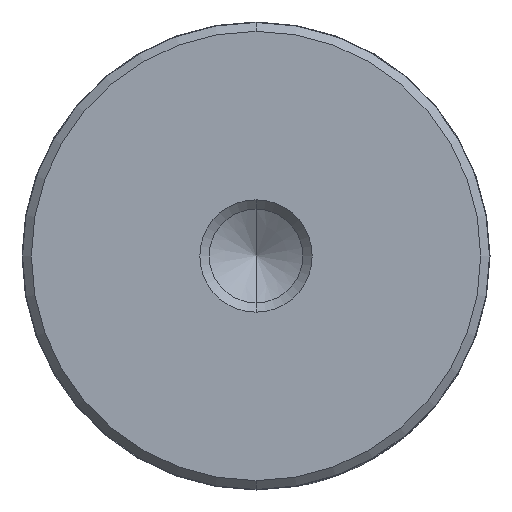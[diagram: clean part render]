
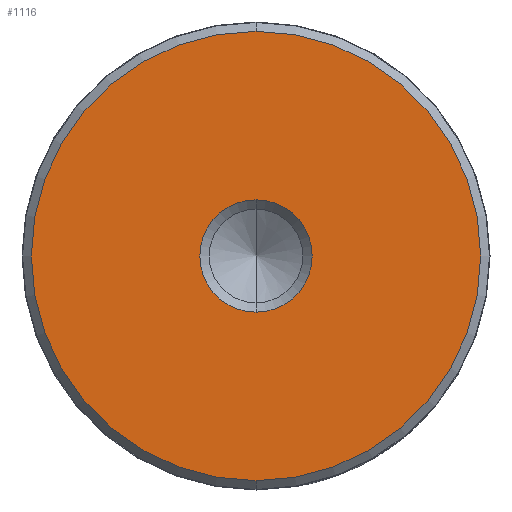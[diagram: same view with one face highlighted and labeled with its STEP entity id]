
A CAD part, front view. The second image highlights one B-rep face of the part: STEP entity #1116.
In plain terms, the highlighted planar face has unit normal (0, -1, 0).
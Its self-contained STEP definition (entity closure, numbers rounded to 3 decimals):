
#26 = DIRECTION ( 'NONE',  ( 0., -1., 0. ) ) ;
#41 = EDGE_CURVE ( 'NONE', #2181, #2060, #119, .T. ) ;
#117 = FACE_OUTER_BOUND ( 'NONE', #463, .T. ) ;
#119 = CIRCLE ( 'NONE', #139, 3. ) ;
#129 = VERTEX_POINT ( 'NONE', #504 ) ;
#139 = AXIS2_PLACEMENT_3D ( 'NONE', #1296, #2018, #935 ) ;
#175 = VERTEX_POINT ( 'NONE', #1921 ) ;
#235 = CARTESIAN_POINT ( 'NONE',  ( 12.5, -36.5, 0. ) ) ;
#385 = CIRCLE ( 'NONE', #689, 12. ) ;
#463 = EDGE_LOOP ( 'NONE', ( #1037, #815 ) ) ;
#504 = CARTESIAN_POINT ( 'NONE',  ( 0., -36.5, -12. ) ) ;
#516 = DIRECTION ( 'NONE',  ( 0., 0., -1. ) ) ;
#539 = EDGE_CURVE ( 'NONE', #175, #129, #2334, .T. ) ;
#689 = AXIS2_PLACEMENT_3D ( 'NONE', #2163, #26, #1222 ) ;
#751 = EDGE_CURVE ( 'NONE', #2060, #2181, #1589, .T. ) ;
#809 = DIRECTION ( 'NONE',  ( 0., -1., 0. ) ) ;
#815 = ORIENTED_EDGE ( 'NONE', *, *, #930, .T. ) ;
#930 = EDGE_CURVE ( 'NONE', #129, #175, #385, .T. ) ;
#935 = DIRECTION ( 'NONE',  ( 0., 0., -1. ) ) ;
#962 = PLANE ( 'NONE',  #2123 ) ;
#1013 = CARTESIAN_POINT ( 'NONE',  ( 0., -36.5, 3. ) ) ;
#1037 = ORIENTED_EDGE ( 'NONE', *, *, #539, .T. ) ;
#1076 = ORIENTED_EDGE ( 'NONE', *, *, #751, .T. ) ;
#1080 = AXIS2_PLACEMENT_3D ( 'NONE', #2168, #2033, #2193 ) ;
#1116 = ADVANCED_FACE ( 'NONE', ( #1555, #117 ), #962, .T. ) ;
#1222 = DIRECTION ( 'NONE',  ( 0., 0., -1. ) ) ;
#1296 = CARTESIAN_POINT ( 'NONE',  ( 0., -36.5, 0. ) ) ;
#1408 = EDGE_LOOP ( 'NONE', ( #1076, #1882 ) ) ;
#1533 = CARTESIAN_POINT ( 'NONE',  ( 0., -36.5, -3. ) ) ;
#1555 = FACE_BOUND ( 'NONE', #1408, .T. ) ;
#1589 = CIRCLE ( 'NONE', #1080, 3. ) ;
#1714 = DIRECTION ( 'NONE',  ( 0., 0., -1. ) ) ;
#1847 = AXIS2_PLACEMENT_3D ( 'NONE', #2120, #809, #516 ) ;
#1882 = ORIENTED_EDGE ( 'NONE', *, *, #41, .T. ) ;
#1921 = CARTESIAN_POINT ( 'NONE',  ( 0., -36.5, 12. ) ) ;
#2018 = DIRECTION ( 'NONE',  ( 0., 1., 0. ) ) ;
#2033 = DIRECTION ( 'NONE',  ( 0., 1., 0. ) ) ;
#2060 = VERTEX_POINT ( 'NONE', #1533 ) ;
#2076 = DIRECTION ( 'NONE',  ( 0., -1., 0. ) ) ;
#2120 = CARTESIAN_POINT ( 'NONE',  ( 0., -36.5, 0. ) ) ;
#2123 = AXIS2_PLACEMENT_3D ( 'NONE', #235, #2076, #1714 ) ;
#2163 = CARTESIAN_POINT ( 'NONE',  ( 0., -36.5, 0. ) ) ;
#2168 = CARTESIAN_POINT ( 'NONE',  ( 0., -36.5, 0. ) ) ;
#2181 = VERTEX_POINT ( 'NONE', #1013 ) ;
#2193 = DIRECTION ( 'NONE',  ( 0., 0., -1. ) ) ;
#2334 = CIRCLE ( 'NONE', #1847, 12. ) ;
